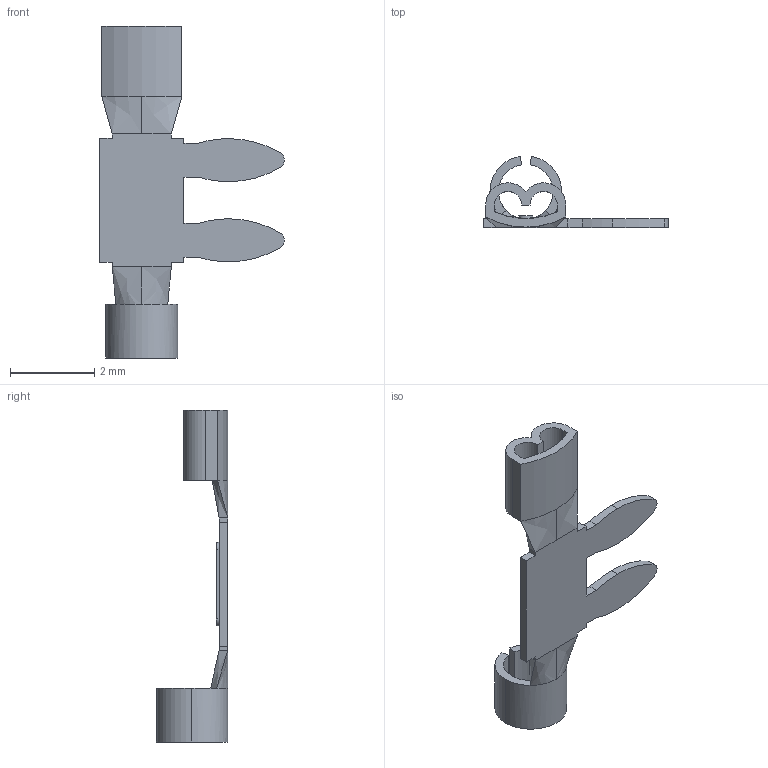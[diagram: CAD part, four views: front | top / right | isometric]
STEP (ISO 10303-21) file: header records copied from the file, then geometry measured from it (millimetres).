
FILE_DESCRIPTION(('STEP AP242'),'1');
FILE_NAME('172677-0100.stp','2022-07-04T02:32:38',('TraceParts'),('TraceParts S.A.'),'Spatial InterOp 3D',' ',' ');
FILE_SCHEMA(('AP242_MANAGED_MODEL_BASED_3D_ENGINEERING_MIM_LF {1 0 10303 442 1 1 4}'));
Length unit declared in the file: millimetre
Products named in the file (1): 172677-0100
Bounding box: 4.38 x 1.69 x 7.87 mm (x, y, z)
Volume: 5.3 mm3; surface area: 60 mm2
Topology: 1 solids, 1 shells, 69 faces, 181 edges, 114 vertices
Faces by surface type: plane 33, cylinder 24, bspline 12
Entity records: 2378 total; most frequent: CARTESIAN_POINT 649, ORIENTED_EDGE 362, DIRECTION 353, EDGE_CURVE 181, LINE 125, VECTOR 125, AXIS2_PLACEMENT_3D 114, VERTEX_POINT 114
